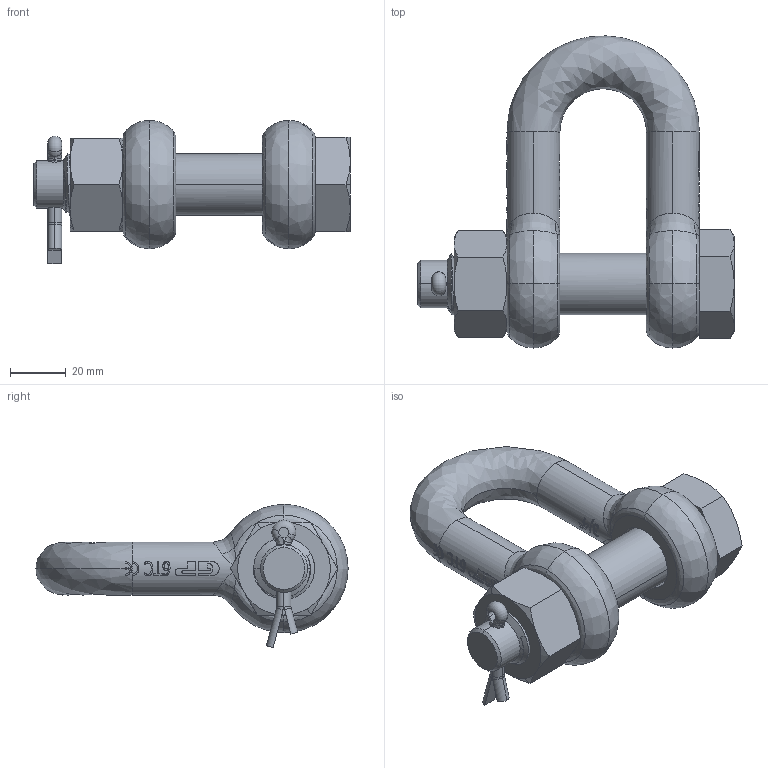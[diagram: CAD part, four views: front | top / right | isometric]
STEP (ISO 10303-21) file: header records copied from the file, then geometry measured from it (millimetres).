
FILE_DESCRIPTION(('STEP AP214'),'1');
FILE_NAME('gpgdmb19.stp','2017-03-31T06:07:48',('TraceParts'),('TraceParts S.A.'),'Spatial InterOp 3D',' ',' ');
FILE_SCHEMA(('automotive_design'));
Length unit declared in the file: millimetre
Products named in the file (4): gpgdmb19_1; gpgdmb19_2; gpgdmb19_3; gpgdmb19_4
Bounding box: 113.5 x 111.98 x 51.32 mm (x, y, z)
Volume: 140709.7 mm3; surface area: 37148.9 mm2
Topology: 4 solids, 4 shells, 633 faces, 1701 edges, 1103 vertices
Faces by surface type: plane 257, bspline 232, cylinder 110, cone 29, torus 5
Entity records: 33895 total; most frequent: CARTESIAN_POINT 19788, ORIENTED_EDGE 3386, DIRECTION 2177, EDGE_CURVE 1693, VERTEX_POINT 1103, LINE 761, VECTOR 761, AXIS2_PLACEMENT_3D 708
